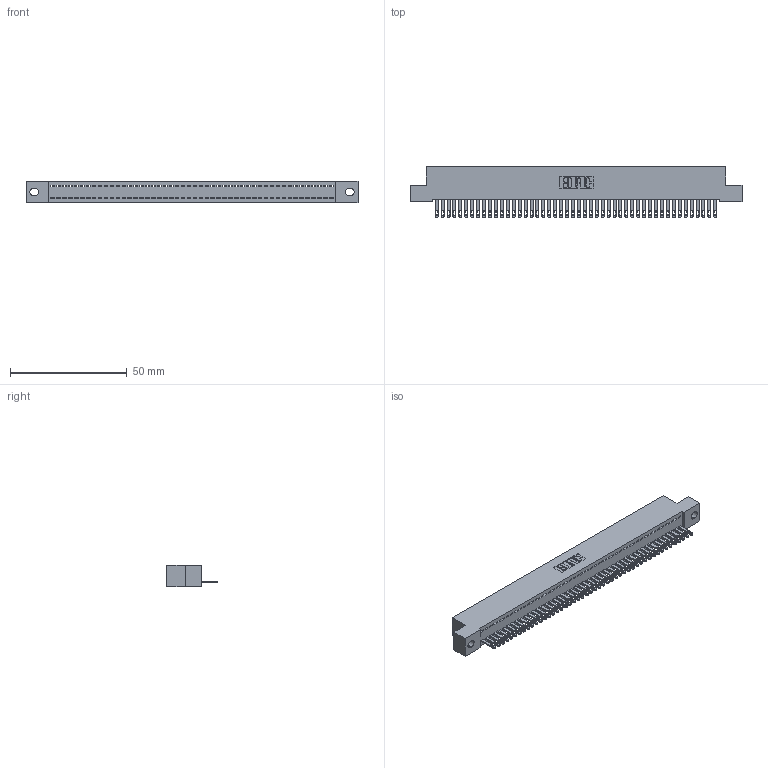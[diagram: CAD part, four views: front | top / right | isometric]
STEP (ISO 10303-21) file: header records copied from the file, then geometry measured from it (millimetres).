
FILE_DESCRIPTION (( 'STEP AP203' ), '1' );
FILE_NAME ('342-048-500-102.STEP', '2018-08-12T17:23:07', ( '' ), ( '' ), 'SwSTEP 2.0', 'SolidWorks 2016', '' );
FILE_SCHEMA (( 'CONFIG_CONTROL_DESIGN' ));
Length unit declared in the file: inch
Products named in the file (3): 342 Part_.128 Slot; 345-292-001_345-293-100; 342-048-500-102
Assembly tree (49 placements, depth 2):
  342-048-500-102
    342 Part_.128 Slot
    345-292-001_345-293-100  x48
Bounding box: 142.24 x 21.85 x 9.4 mm (x, y, z)
Volume: 12471.3 mm3; surface area: 18279.6 mm2
Topology: 49 solids, 49 shells, 2706 faces, 8375 edges, 5582 vertices
Faces by surface type: plane 1798, cylinder 908
Entity records: 28501 total; most frequent: CARTESIAN_POINT 4922, ORIENTED_EDGE 4906, DIRECTION 4141, EDGE_CURVE 2453, LINE 2321, VECTOR 2321, VERTEX_POINT 1634, AXIS2_PLACEMENT_3D 910
